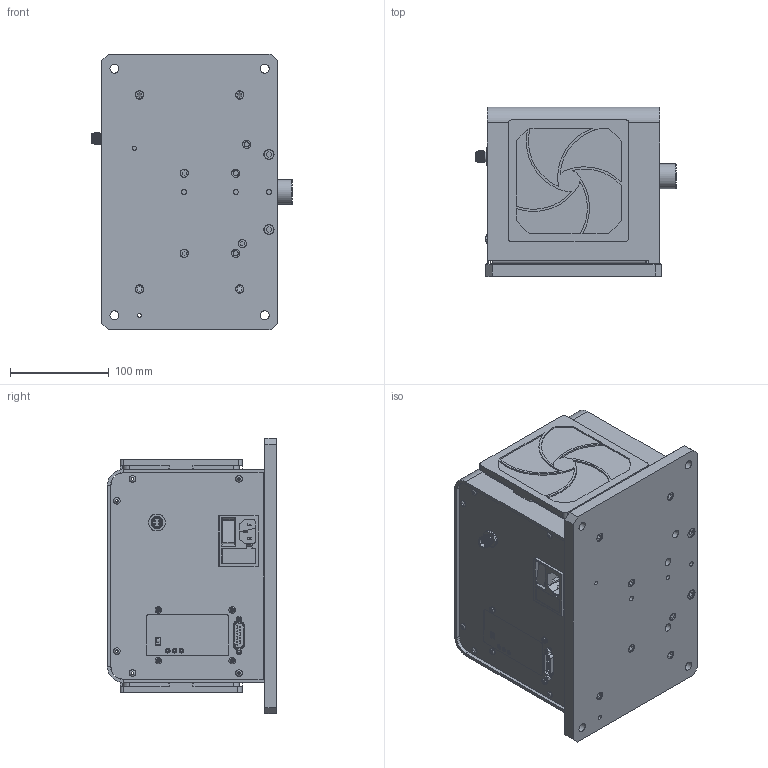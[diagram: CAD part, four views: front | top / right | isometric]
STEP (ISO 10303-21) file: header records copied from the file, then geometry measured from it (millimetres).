
FILE_DESCRIPTION (( 'STEP AP203' ), '1' );
FILE_NAME ('HD-400-XC1-0100_A.stp', '2022-07-13T15:45:07', ( '' ), ( '' ), 'SwSTEP 2.0', 'SolidWorks 2020', '' );
FILE_SCHEMA (( 'CONFIG_CONTROL_DESIGN' ));
Length unit declared in the file: millimetre
Products named in the file (1): HD-400-XC1-0100_A
Bounding box: 203.36 x 171.45 x 279.4 mm (x, y, z)
Surface area: 401814.7 mm2 (no closed solid volume)
Topology: 0 solids, 66 shells, 618 faces, 2063 edges, 1504 vertices
Faces by surface type: plane 379, cylinder 170, cone 38, torus 17, bspline 12, sphere 2
Full cylindrical faces by diameter (mm): 1 x4, 1.016 x15, 2.8 x2, 3.175 x1, 4.039 x2, 4.166 x1, 4.762 x3, 4.763 x3, 5.182 x3, 6.629 x1, 6.655 x16, 8.3 x1, 8.433 x10, 9 x4, 10 x1, 10.312 x2, 10.7 x2, 12.7 x1, 25.4 x1
Entity records: 24889 total; most frequent: CARTESIAN_POINT 7516, DIRECTION 3532, ORIENTED_EDGE 2906, EDGE_CURVE 1933, VERTEX_POINT 1494, LINE 1294, VECTOR 1294, AXIS2_PLACEMENT_3D 1119
